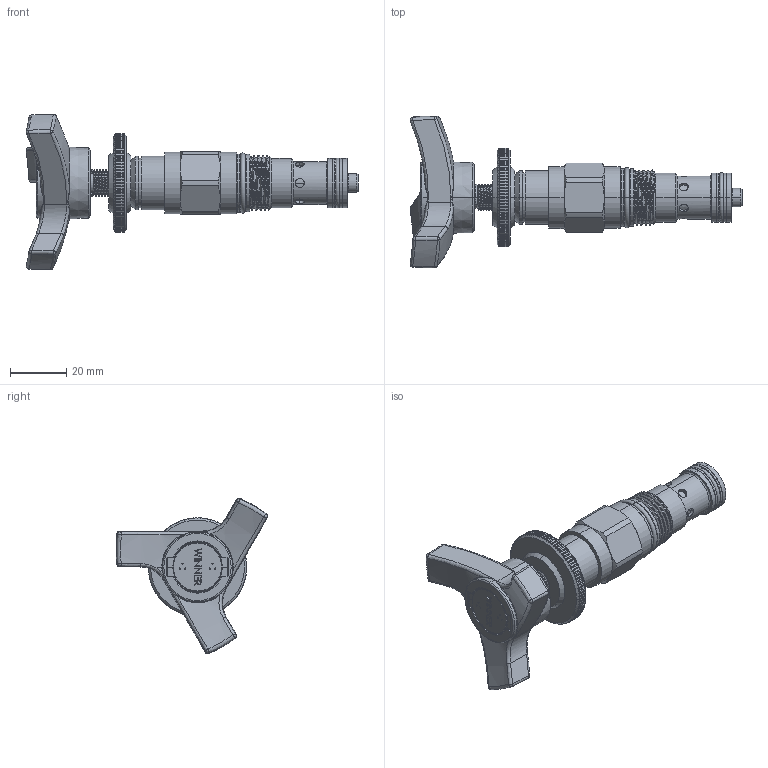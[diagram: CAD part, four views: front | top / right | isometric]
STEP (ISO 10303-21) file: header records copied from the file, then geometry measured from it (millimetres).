
FILE_DESCRIPTION (( 'STEP AP203' ), '1' );
FILE_NAME ('RD10A22-T.STEP', '2024-06-14T02:09:30', ( '' ), ( '' ), 'SwSTEP 2.0', 'SolidWorks 2018', '' );
FILE_SCHEMA (( 'CONFIG_CONTROL_DESIGN' ));
Length unit declared in the file: millimetre
Products named in the file (1): RD10A22-T
Bounding box: 118.04 x 54.02 x 55.33 mm (x, y, z)
Volume: 45793.5 mm3; surface area: 13668.2 mm2
Topology: 2 solids, 2 shells, 765 faces, 2026 edges, 1303 vertices
Faces by surface type: plane 311, cylinder 217, cone 91, bspline 87, sphere 32, torus 27
Entity records: 46114 total; most frequent: CARTESIAN_POINT 28793, ORIENTED_EDGE 4026, DIRECTION 3062, EDGE_CURVE 2013, VERTEX_POINT 1297, AXIS2_PLACEMENT_3D 1190, EDGE_LOOP 814, ADVANCED_FACE 765
